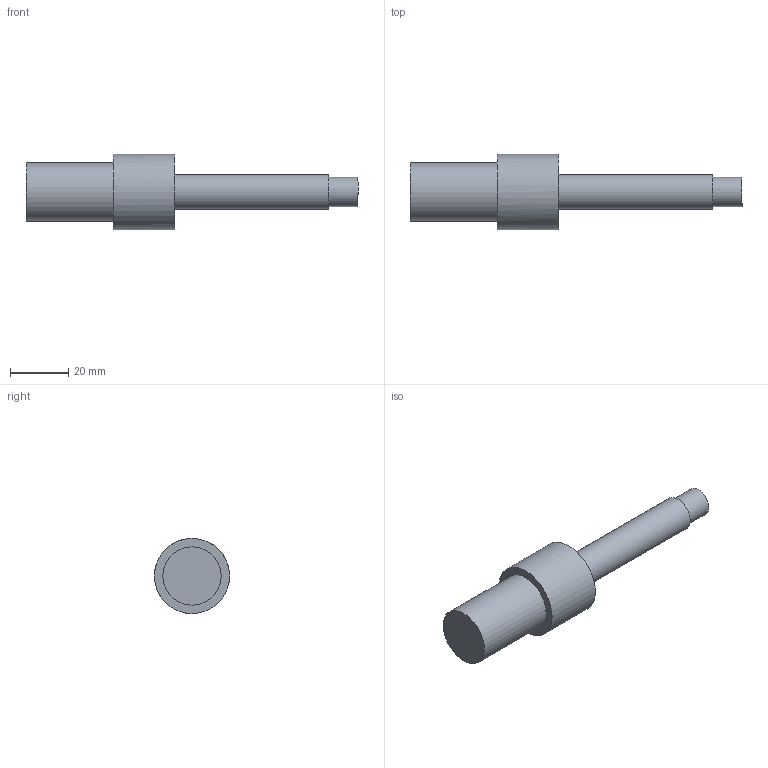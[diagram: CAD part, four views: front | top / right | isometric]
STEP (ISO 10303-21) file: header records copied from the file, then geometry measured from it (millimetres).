
FILE_DESCRIPTION(/* description */ (''),/* implementation_level */ '2;1');
FILE_NAME(/* name */ 'AxeAcier.step',/* time_stamp */ '2020-04-14T05:30:52+02:00',/* author */ (''),/* organization */ (''),/* preprocessor_version */ 'ST-DEVELOPER v18',/* originating_system */ 'Autodesk Translation Framework v8.12.0.6',/* authorisation */ '');
FILE_SCHEMA (('AUTOMOTIVE_DESIGN { 1 0 10303 214 3 1 1 }'));
Length unit declared in the file: millimetre
Products named in the file (1): Axe 12mm, M10 (1) (1) (2) (1) (1) (1) (1) (1) (1) (1) (1) (1) (1)
Bounding box: 114 x 25.8 x 25.8 mm (x, y, z)
Volume: 27183 mm3; surface area: 6944.9 mm2
Topology: 1 solids, 1 shells, 9 faces, 14 edges, 10 vertices
Faces by surface type: plane 5, cylinder 4
Full cylindrical faces by diameter (mm): 10 x1, 12 x1, 20 x1, 25.8 x1
Entity records: 254 total; most frequent: DIRECTION 44, CARTESIAN_POINT 34, ORIENTED_EDGE 28, AXIS2_PLACEMENT_3D 20, EDGE_CURVE 14, EDGE_LOOP 12, CIRCLE 10, VERTEX_POINT 10
